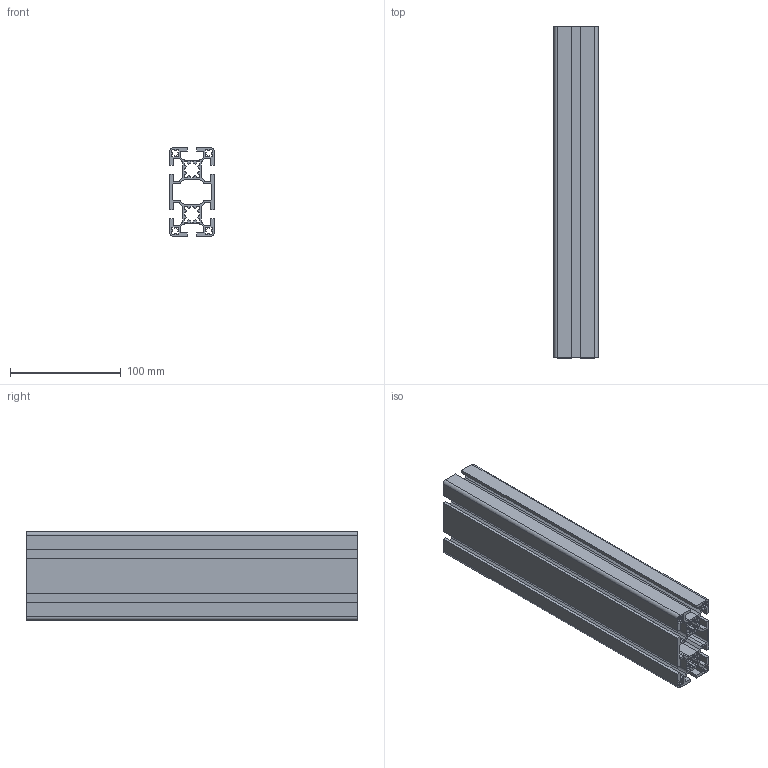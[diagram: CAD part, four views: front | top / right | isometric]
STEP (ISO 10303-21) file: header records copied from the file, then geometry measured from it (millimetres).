
FILE_DESCRIPTION (( 'STEP AP214' ), '1' );
FILE_NAME ('1727974683414.step', '2024-10-03T16:58:06', ( 'Windows User' ), ( '' ), 'SwSTEP 2.0', 'SolidWorks 2011', '' );
FILE_SCHEMA (( 'AUTOMOTIVE_DESIGN' ));
Length unit declared in the file: millimetre
Products named in the file (2): 1727974683414; 1.11.040080.64LPx300.00(1)
Assembly tree (1 placements, depth 2):
  1727974683414
    1.11.040080.64LPx300.00(1)
Bounding box: 40 x 300 x 80 mm (x, y, z)
Volume: 271239.1 mm3; surface area: 271773.5 mm2
Topology: 1 solids, 1 shells, 296 faces, 882 edges, 588 vertices
Faces by surface type: plane 214, cylinder 82
Entity records: 9984 total; most frequent: CARTESIAN_POINT 1770, ORIENTED_EDGE 1764, DIRECTION 1646, EDGE_CURVE 882, LINE 718, VECTOR 718, VERTEX_POINT 588, AXIS2_PLACEMENT_3D 464
